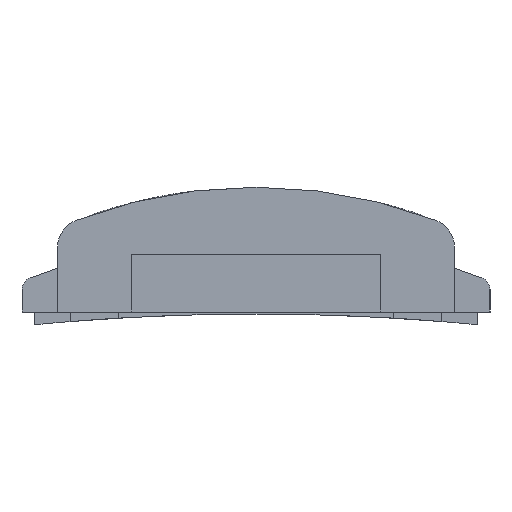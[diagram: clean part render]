
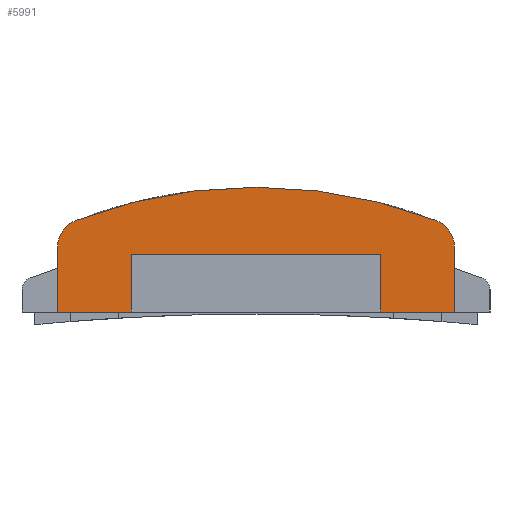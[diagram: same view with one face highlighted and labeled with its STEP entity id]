
A CAD part, left-side view. The second image highlights one B-rep face of the part: STEP entity #5991.
In plain terms, the highlighted planar face has unit normal (-1, 0, 0).
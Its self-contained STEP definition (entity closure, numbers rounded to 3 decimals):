
#5962 = VERTEX_POINT ( 'NONE', #16073 ) ;
#5963 = ORIENTED_EDGE ( 'NONE', *, *, #5964, .T. ) ;
#5964 = EDGE_CURVE ( 'NONE', #5962, #8273, #16072, .T. ) ;
#5965 = ORIENTED_EDGE ( 'NONE', *, *, #8345, .F. ) ;
#5974 = EDGE_CURVE ( 'NONE', #6072, #6006, #16098, .T. ) ;
#5975 = ORIENTED_EDGE ( 'NONE', *, *, #6065, .F. ) ;
#5976 = ORIENTED_EDGE ( 'NONE', *, *, #5977, .F. ) ;
#5977 = EDGE_CURVE ( 'NONE', #5962, #6102, #16094, .T. ) ;
#5986 = VERTEX_POINT ( 'NONE', #16139 ) ;
#5987 = VERTEX_POINT ( 'NONE', #16138 ) ;
#5991 = ADVANCED_FACE ( 'NONE', ( #16129 ), #16128, .F. ) ;
#5992 = ORIENTED_EDGE ( 'NONE', *, *, #6122, .F. ) ;
#5993 = VERTEX_POINT ( 'NONE', #16261 ) ;
#5998 = ORIENTED_EDGE ( 'NONE', *, *, #5999, .T. ) ;
#5999 = EDGE_CURVE ( 'NONE', #6227, #5986, #16256, .T. ) ;
#6000 = ORIENTED_EDGE ( 'NONE', *, *, #6075, .F. ) ;
#6001 = ORIENTED_EDGE ( 'NONE', *, *, #6002, .T. ) ;
#6002 = EDGE_CURVE ( 'NONE', #5987, #6003, #16252, .T. ) ;
#6003 = VERTEX_POINT ( 'NONE', #16248 ) ;
#6004 = ORIENTED_EDGE ( 'NONE', *, *, #6005, .F. ) ;
#6005 = EDGE_CURVE ( 'NONE', #6006, #6003, #16247, .T. ) ;
#6006 = VERTEX_POINT ( 'NONE', #16243 ) ;
#6010 = ORIENTED_EDGE ( 'NONE', *, *, #5974, .F. ) ;
#6065 = EDGE_CURVE ( 'NONE', #6102, #6072, #16178, .T. ) ;
#6072 = VERTEX_POINT ( 'NONE', #16160 ) ;
#6075 = EDGE_CURVE ( 'NONE', #5987, #5986, #16155, .T. ) ;
#6102 = VERTEX_POINT ( 'NONE', #26885 ) ;
#6122 = EDGE_CURVE ( 'NONE', #5993, #8343, #27003, .T. ) ;
#6149 = ORIENTED_EDGE ( 'NONE', *, *, #6150, .T. ) ;
#6150 = EDGE_CURVE ( 'NONE', #5993, #6227, #26957, .T. ) ;
#6191 = EDGE_LOOP ( 'NONE', ( #5992, #6149, #5998, #6000, #6001, #6004, #6010, #5975, #5976, #5963, #5965 ) ) ;
#6227 = VERTEX_POINT ( 'NONE', #23255 ) ;
#8273 = VERTEX_POINT ( 'NONE', #23384 ) ;
#8343 = VERTEX_POINT ( 'NONE', #23514 ) ;
#8345 = EDGE_CURVE ( 'NONE', #8343, #8273, #23512, .T. ) ;
#16068 = DIRECTION ( 'NONE',  ( 0., 0., -1. ) ) ;
#16069 = DIRECTION ( 'NONE',  ( -1., 0., 0. ) ) ;
#16070 = CARTESIAN_POINT ( 'NONE',  ( 0., 169.049, -139.797 ) ) ;
#16071 = AXIS2_PLACEMENT_3D ( 'NONE', #16070, #16069, #16068 ) ;
#16072 = CIRCLE ( 'NONE', #16071, 0.7 ) ;
#16073 = CARTESIAN_POINT ( 'NONE',  ( 0., 168.349, -139.797 ) ) ;
#16091 = DIRECTION ( 'NONE',  ( 0., 0., -1. ) ) ;
#16092 = VECTOR ( 'NONE', #16091, 1000. ) ;
#16093 = CARTESIAN_POINT ( 'NONE',  ( 0., 168.349, -153.345 ) ) ;
#16094 = LINE ( 'NONE', #16093, #16092 ) ;
#16095 = DIRECTION ( 'NONE',  ( 0., 0., 1. ) ) ;
#16096 = VECTOR ( 'NONE', #16095, 1000. ) ;
#16097 = CARTESIAN_POINT ( 'NONE',  ( 0., 170.121, -153.345 ) ) ;
#16098 = LINE ( 'NONE', #16097, #16096 ) ;
#16128 = PLANE ( 'NONE',  #16265 ) ;
#16129 = FACE_OUTER_BOUND ( 'NONE', #6191, .T. ) ;
#16138 = CARTESIAN_POINT ( 'NONE',  ( 0., 176.119, -141.348 ) ) ;
#16139 = CARTESIAN_POINT ( 'NONE',  ( 0., 177.891, -141.348 ) ) ;
#16152 = DIRECTION ( 'NONE',  ( 0., 1., 0. ) ) ;
#16153 = VECTOR ( 'NONE', #16152, 1000. ) ;
#16154 = CARTESIAN_POINT ( 'NONE',  ( 0., 173.12, -141.348 ) ) ;
#16155 = LINE ( 'NONE', #16154, #16153 ) ;
#16160 = CARTESIAN_POINT ( 'NONE',  ( 0., 170.121, -141.348 ) ) ;
#16175 = DIRECTION ( 'NONE',  ( 0., 1., 0. ) ) ;
#16176 = VECTOR ( 'NONE', #16175, 1000. ) ;
#16177 = CARTESIAN_POINT ( 'NONE',  ( 0., 173.12, -141.348 ) ) ;
#16178 = LINE ( 'NONE', #16177, #16176 ) ;
#16243 = CARTESIAN_POINT ( 'NONE',  ( 0., 170.121, -139.963 ) ) ;
#16244 = DIRECTION ( 'NONE',  ( 0., 1., 0. ) ) ;
#16245 = VECTOR ( 'NONE', #16244, 1000. ) ;
#16246 = CARTESIAN_POINT ( 'NONE',  ( 0., 173.12, -139.963 ) ) ;
#16247 = LINE ( 'NONE', #16246, #16245 ) ;
#16248 = CARTESIAN_POINT ( 'NONE',  ( 0., 176.119, -139.963 ) ) ;
#16249 = DIRECTION ( 'NONE',  ( 0., 0., 1. ) ) ;
#16250 = VECTOR ( 'NONE', #16249, 1000. ) ;
#16251 = CARTESIAN_POINT ( 'NONE',  ( 0., 176.119, -153.345 ) ) ;
#16252 = LINE ( 'NONE', #16251, #16250 ) ;
#16253 = DIRECTION ( 'NONE',  ( 0., 0., -1. ) ) ;
#16254 = VECTOR ( 'NONE', #16253, 1000. ) ;
#16255 = CARTESIAN_POINT ( 'NONE',  ( 0., 177.891, -153.345 ) ) ;
#16256 = LINE ( 'NONE', #16255, #16254 ) ;
#16261 = CARTESIAN_POINT ( 'NONE',  ( 0., 177.44, -139.142 ) ) ;
#16262 = DIRECTION ( 'NONE',  ( 0., 0., -1. ) ) ;
#16263 = DIRECTION ( 'NONE',  ( 1., 0., 0. ) ) ;
#16264 = CARTESIAN_POINT ( 'NONE',  ( 0., 173.12, -153.345 ) ) ;
#16265 = AXIS2_PLACEMENT_3D ( 'NONE', #16264, #16263, #16262 ) ;
#23255 = CARTESIAN_POINT ( 'NONE',  ( 0., 177.891, -139.797 ) ) ;
#23384 = CARTESIAN_POINT ( 'NONE',  ( 0., 168.8, -139.142 ) ) ;
#23508 = DIRECTION ( 'NONE',  ( 0., 0., -1. ) ) ;
#23509 = DIRECTION ( 'NONE',  ( 1., 0., 0. ) ) ;
#23510 = CARTESIAN_POINT ( 'NONE',  ( 0., 173.12, -150.506 ) ) ;
#23511 = AXIS2_PLACEMENT_3D ( 'NONE', #23510, #23509, #23508 ) ;
#23512 = CIRCLE ( 'NONE', #23511, 12.157 ) ;
#23514 = CARTESIAN_POINT ( 'NONE',  ( 0., 173.12, -138.349 ) ) ;
#26885 = CARTESIAN_POINT ( 'NONE',  ( 0., 168.349, -141.348 ) ) ;
#26888 = DIRECTION ( 'NONE',  ( 0., 0., -1. ) ) ;
#26889 = DIRECTION ( 'NONE',  ( 1., 0., 0. ) ) ;
#26890 = CARTESIAN_POINT ( 'NONE',  ( 0., 173.12, -150.506 ) ) ;
#26891 = AXIS2_PLACEMENT_3D ( 'NONE', #26890, #26889, #26888 ) ;
#26955 = CARTESIAN_POINT ( 'NONE',  ( 0., 177.191, -139.797 ) ) ;
#26956 = AXIS2_PLACEMENT_3D ( 'NONE', #26955, #26988, #26987 ) ;
#26957 = CIRCLE ( 'NONE', #26956, 0.7 ) ;
#26987 = DIRECTION ( 'NONE',  ( 0., 0., -1. ) ) ;
#26988 = DIRECTION ( 'NONE',  ( -1., 0., 0. ) ) ;
#27003 = CIRCLE ( 'NONE', #26891, 12.157 ) ;
